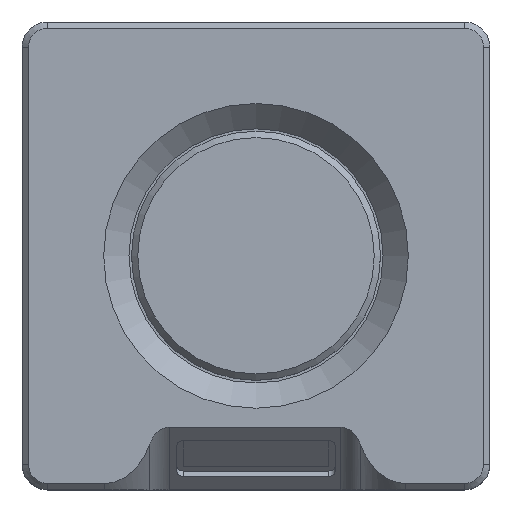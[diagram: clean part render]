
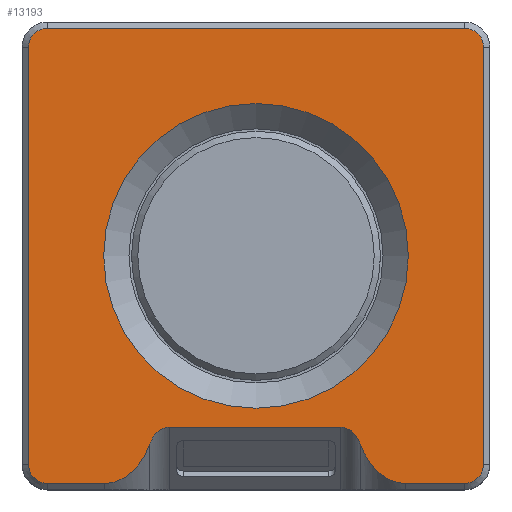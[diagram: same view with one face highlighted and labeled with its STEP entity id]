
A CAD part, top view. The second image highlights one B-rep face of the part: STEP entity #13193.
In plain terms, the highlighted planar face has unit normal (0, 0, 1).
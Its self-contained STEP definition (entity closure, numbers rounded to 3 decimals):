
#51=ELLIPSE('',#14090,11.314,8.);
#53=ELLIPSE('',#14093,4.95,3.5);
#55=ELLIPSE('',#14100,11.314,8.);
#56=ELLIPSE('',#14101,4.95,3.5);
#259=CIRCLE('',#14096,3.);
#260=CIRCLE('',#14097,3.);
#261=CIRCLE('',#14098,3.);
#262=CIRCLE('',#14099,3.);
#263=CIRCLE('',#14102,24.1);
#542=FACE_BOUND('',#1717,.T.);
#934=FACE_OUTER_BOUND('',#1716,.T.);
#1716=EDGE_LOOP('',(#10191,#10192,#10193,#10194,#10195,#10196,#10197,#10198,
#10199,#10200,#10201,#10202,#10203,#10204));
#1717=EDGE_LOOP('',(#10205));
#2978=LINE('',#20461,#4580);
#2979=LINE('',#20465,#4581);
#2980=LINE('',#20469,#4582);
#2981=LINE('',#20473,#4583);
#2982=LINE('',#20477,#4584);
#2983=LINE('',#20482,#4585);
#4580=VECTOR('',#16118,10.);
#4581=VECTOR('',#16121,10.);
#4582=VECTOR('',#16124,10.);
#4583=VECTOR('',#16127,10.);
#4584=VECTOR('',#16130,10.);
#4585=VECTOR('',#16135,10.);
#6003=VERTEX_POINT('',#20445);
#6004=VERTEX_POINT('',#20446);
#6007=VERTEX_POINT('',#20454);
#6009=VERTEX_POINT('',#20460);
#6010=VERTEX_POINT('',#20462);
#6011=VERTEX_POINT('',#20464);
#6012=VERTEX_POINT('',#20466);
#6013=VERTEX_POINT('',#20468);
#6014=VERTEX_POINT('',#20470);
#6015=VERTEX_POINT('',#20472);
#6016=VERTEX_POINT('',#20474);
#6017=VERTEX_POINT('',#20476);
#6018=VERTEX_POINT('',#20478);
#6019=VERTEX_POINT('',#20480);
#6020=VERTEX_POINT('',#20483);
#7514=EDGE_CURVE('',#6003,#6004,#51,.T.);
#7518=EDGE_CURVE('',#6004,#6007,#53,.T.);
#7521=EDGE_CURVE('',#6009,#6003,#2978,.T.);
#7522=EDGE_CURVE('',#6010,#6009,#259,.T.);
#7523=EDGE_CURVE('',#6011,#6010,#2979,.T.);
#7524=EDGE_CURVE('',#6012,#6011,#260,.T.);
#7525=EDGE_CURVE('',#6013,#6012,#2980,.T.);
#7526=EDGE_CURVE('',#6014,#6013,#261,.T.);
#7527=EDGE_CURVE('',#6015,#6014,#2981,.T.);
#7528=EDGE_CURVE('',#6016,#6015,#262,.T.);
#7529=EDGE_CURVE('',#6017,#6016,#2982,.T.);
#7530=EDGE_CURVE('',#6018,#6017,#55,.T.);
#7531=EDGE_CURVE('',#6019,#6018,#56,.T.);
#7532=EDGE_CURVE('',#6019,#6007,#2983,.T.);
#7533=EDGE_CURVE('',#6020,#6020,#263,.T.);
#10191=ORIENTED_EDGE('',*,*,#7514,.F.);
#10192=ORIENTED_EDGE('',*,*,#7521,.F.);
#10193=ORIENTED_EDGE('',*,*,#7522,.F.);
#10194=ORIENTED_EDGE('',*,*,#7523,.F.);
#10195=ORIENTED_EDGE('',*,*,#7524,.F.);
#10196=ORIENTED_EDGE('',*,*,#7525,.F.);
#10197=ORIENTED_EDGE('',*,*,#7526,.F.);
#10198=ORIENTED_EDGE('',*,*,#7527,.F.);
#10199=ORIENTED_EDGE('',*,*,#7528,.F.);
#10200=ORIENTED_EDGE('',*,*,#7529,.F.);
#10201=ORIENTED_EDGE('',*,*,#7530,.F.);
#10202=ORIENTED_EDGE('',*,*,#7531,.F.);
#10203=ORIENTED_EDGE('',*,*,#7532,.T.);
#10204=ORIENTED_EDGE('',*,*,#7518,.F.);
#10205=ORIENTED_EDGE('',*,*,#7533,.F.);
#12549=PLANE('',#14095);
#13193=ADVANCED_FACE('',(#934,#542),#12549,.T.);
#14090=AXIS2_PLACEMENT_3D('',#20447,#16103,#16104);
#14093=AXIS2_PLACEMENT_3D('',#20455,#16111,#16112);
#14095=AXIS2_PLACEMENT_3D('',#20459,#16116,#16117);
#14096=AXIS2_PLACEMENT_3D('',#20463,#16119,#16120);
#14097=AXIS2_PLACEMENT_3D('',#20467,#16122,#16123);
#14098=AXIS2_PLACEMENT_3D('',#20471,#16125,#16126);
#14099=AXIS2_PLACEMENT_3D('',#20475,#16128,#16129);
#14100=AXIS2_PLACEMENT_3D('',#20479,#16131,#16132);
#14101=AXIS2_PLACEMENT_3D('',#20481,#16133,#16134);
#14102=AXIS2_PLACEMENT_3D('',#20484,#16136,#16137);
#16103=DIRECTION('center_axis',(0.,0.,-1.));
#16104=DIRECTION('ref_axis',(0.,1.,0.));
#16111=DIRECTION('center_axis',(0.,0.,1.));
#16112=DIRECTION('ref_axis',(0.,1.,0.));
#16116=DIRECTION('center_axis',(0.,0.,1.));
#16117=DIRECTION('ref_axis',(1.,0.,0.));
#16118=DIRECTION('',(-1.,0.,0.));
#16119=DIRECTION('center_axis',(0.,0.,-1.));
#16120=DIRECTION('ref_axis',(0.707,-0.707,0.));
#16121=DIRECTION('',(0.,-1.,0.));
#16122=DIRECTION('center_axis',(0.,0.,-1.));
#16123=DIRECTION('ref_axis',(0.707,0.707,0.));
#16124=DIRECTION('',(1.,0.,0.));
#16125=DIRECTION('center_axis',(0.,0.,-1.));
#16126=DIRECTION('ref_axis',(-0.707,0.707,0.));
#16127=DIRECTION('',(0.,1.,0.));
#16128=DIRECTION('center_axis',(0.,0.,-1.));
#16129=DIRECTION('ref_axis',(-0.707,-0.707,0.));
#16130=DIRECTION('',(-1.,0.,0.));
#16131=DIRECTION('center_axis',(0.,0.,-1.));
#16132=DIRECTION('ref_axis',(0.,1.,0.));
#16133=DIRECTION('center_axis',(0.,0.,1.));
#16134=DIRECTION('ref_axis',(0.,1.,0.));
#16135=DIRECTION('',(1.,0.,0.));
#16136=DIRECTION('center_axis',(0.,0.,1.));
#16137=DIRECTION('ref_axis',(1.,0.,0.));
#20445=CARTESIAN_POINT('',(23.654,-36.,22.));
#20446=CARTESIAN_POINT('',(16.521,-29.809,22.));
#20447=CARTESIAN_POINT('Origin',(23.654,-24.686,22.));
#20454=CARTESIAN_POINT('',(13.4,-27.101,22.));
#20455=CARTESIAN_POINT('Origin',(13.4,-32.05,22.));
#20459=CARTESIAN_POINT('Origin',(0.,0.,22.));
#20460=CARTESIAN_POINT('',(33.,-36.,22.));
#20461=CARTESIAN_POINT('',(-18.5,-36.,22.));
#20462=CARTESIAN_POINT('',(36.,-33.,22.));
#20463=CARTESIAN_POINT('Origin',(33.,-33.,22.));
#20464=CARTESIAN_POINT('',(36.,33.,22.));
#20465=CARTESIAN_POINT('',(36.,-18.5,22.));
#20466=CARTESIAN_POINT('',(33.,36.,22.));
#20467=CARTESIAN_POINT('Origin',(33.,33.,22.));
#20468=CARTESIAN_POINT('',(-33.,36.,22.));
#20469=CARTESIAN_POINT('',(18.5,36.,22.));
#20470=CARTESIAN_POINT('',(-36.,33.,22.));
#20471=CARTESIAN_POINT('Origin',(-33.,33.,22.));
#20472=CARTESIAN_POINT('',(-36.,-33.,22.));
#20473=CARTESIAN_POINT('',(-36.,18.5,22.));
#20474=CARTESIAN_POINT('',(-33.,-36.,22.));
#20475=CARTESIAN_POINT('Origin',(-33.,-33.,22.));
#20476=CARTESIAN_POINT('',(-23.954,-36.,22.));
#20477=CARTESIAN_POINT('',(-18.5,-36.,22.));
#20478=CARTESIAN_POINT('',(-16.821,-29.809,22.));
#20479=CARTESIAN_POINT('Origin',(-23.954,-24.686,22.));
#20480=CARTESIAN_POINT('',(-13.7,-27.101,22.));
#20481=CARTESIAN_POINT('Origin',(-13.7,-32.05,22.));
#20482=CARTESIAN_POINT('',(-8.6,-27.101,22.));
#20483=CARTESIAN_POINT('',(-24.1,0.,22.));
#20484=CARTESIAN_POINT('Origin',(0.,0.,22.));
